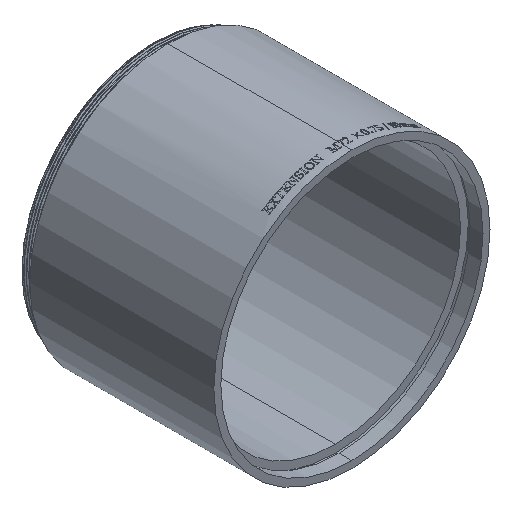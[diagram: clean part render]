
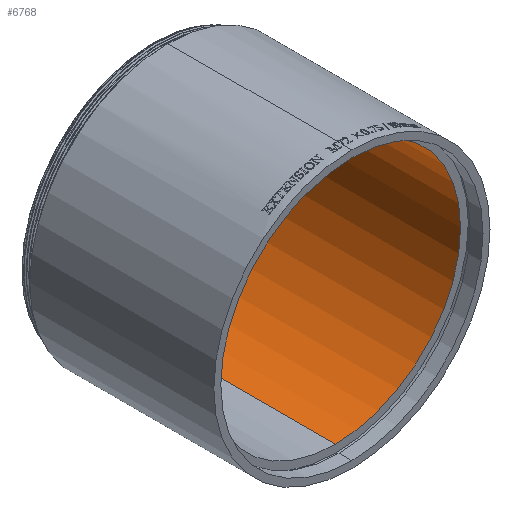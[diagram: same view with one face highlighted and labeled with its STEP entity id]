
A CAD part, isometric view. The second image highlights one B-rep face of the part: STEP entity #6768.
In plain terms, the highlighted cylindrical face has radius 34 mm (diameter 68 mm), a partial arc.
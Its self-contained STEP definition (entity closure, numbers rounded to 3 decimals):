
#261 = VECTOR ( 'NONE', #6113, 1000. ) ;
#546 = VERTEX_POINT ( 'NONE', #12875 ) ;
#1029 = LINE ( 'NONE', #16487, #261 ) ;
#1564 = DIRECTION ( 'NONE',  ( 0., 0., -1. ) ) ;
#1963 = DIRECTION ( 'NONE',  ( 0., 0., -1. ) ) ;
#1978 = VERTEX_POINT ( 'NONE', #5425 ) ;
#2546 = LINE ( 'NONE', #6279, #2694 ) ;
#2694 = VECTOR ( 'NONE', #7539, 1000. ) ;
#2874 = EDGE_CURVE ( 'NONE', #546, #5405, #13200, .T. ) ;
#3000 = DIRECTION ( 'NONE',  ( 0., -1., 0. ) ) ;
#3235 = CIRCLE ( 'NONE', #4592, 34. ) ;
#4592 = AXIS2_PLACEMENT_3D ( 'NONE', #7456, #9653, #1963 ) ;
#4620 = ORIENTED_EDGE ( 'NONE', *, *, #13450, .T. ) ;
#4833 = DIRECTION ( 'NONE',  ( 0., 0., -1. ) ) ;
#4954 = ORIENTED_EDGE ( 'NONE', *, *, #9134, .F. ) ;
#5299 = CARTESIAN_POINT ( 'NONE',  ( 0., 0., 0. ) ) ;
#5405 = VERTEX_POINT ( 'NONE', #15710 ) ;
#5425 = CARTESIAN_POINT ( 'NONE',  ( 0., 55.202, 34. ) ) ;
#6113 = DIRECTION ( 'NONE',  ( 0., -1., 0. ) ) ;
#6279 = CARTESIAN_POINT ( 'NONE',  ( 0., 0., -34. ) ) ;
#6768 = ADVANCED_FACE ( 'NONE', ( #8243 ), #7910, .F. ) ;
#7456 = CARTESIAN_POINT ( 'NONE',  ( 0., 55.202, 0. ) ) ;
#7539 = DIRECTION ( 'NONE',  ( 0., -1., 0. ) ) ;
#7910 = CYLINDRICAL_SURFACE ( 'NONE', #14548, 34. ) ;
#7968 = VERTEX_POINT ( 'NONE', #16503 ) ;
#8243 = FACE_OUTER_BOUND ( 'NONE', #10123, .T. ) ;
#9134 = EDGE_CURVE ( 'NONE', #1978, #5405, #1029, .T. ) ;
#9653 = DIRECTION ( 'NONE',  ( 0., -1., 0. ) ) ;
#10123 = EDGE_LOOP ( 'NONE', ( #4954, #11330, #4620, #11081 ) ) ;
#10760 = AXIS2_PLACEMENT_3D ( 'NONE', #14102, #12594, #4833 ) ;
#11081 = ORIENTED_EDGE ( 'NONE', *, *, #2874, .T. ) ;
#11330 = ORIENTED_EDGE ( 'NONE', *, *, #13365, .F. ) ;
#12594 = DIRECTION ( 'NONE',  ( 0., -1., 0. ) ) ;
#12875 = CARTESIAN_POINT ( 'NONE',  ( 0., 5.702, -34. ) ) ;
#13200 = CIRCLE ( 'NONE', #10760, 34. ) ;
#13365 = EDGE_CURVE ( 'NONE', #7968, #1978, #3235, .T. ) ;
#13450 = EDGE_CURVE ( 'NONE', #7968, #546, #2546, .T. ) ;
#14102 = CARTESIAN_POINT ( 'NONE',  ( 0., 5.702, 0. ) ) ;
#14548 = AXIS2_PLACEMENT_3D ( 'NONE', #5299, #3000, #1564 ) ;
#15710 = CARTESIAN_POINT ( 'NONE',  ( 0., 5.702, 34. ) ) ;
#16487 = CARTESIAN_POINT ( 'NONE',  ( 0., 0., 34. ) ) ;
#16503 = CARTESIAN_POINT ( 'NONE',  ( 0., 55.202, -34. ) ) ;
